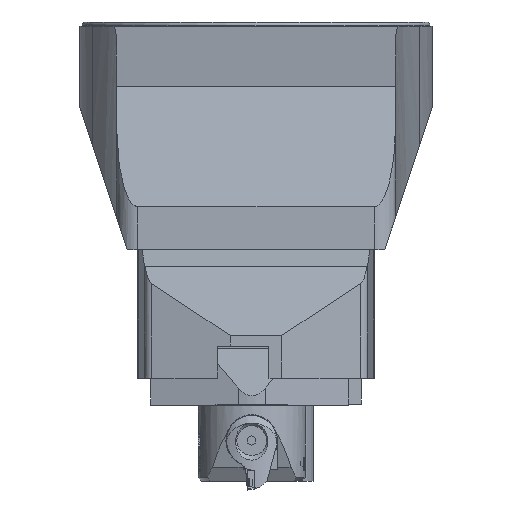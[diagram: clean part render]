
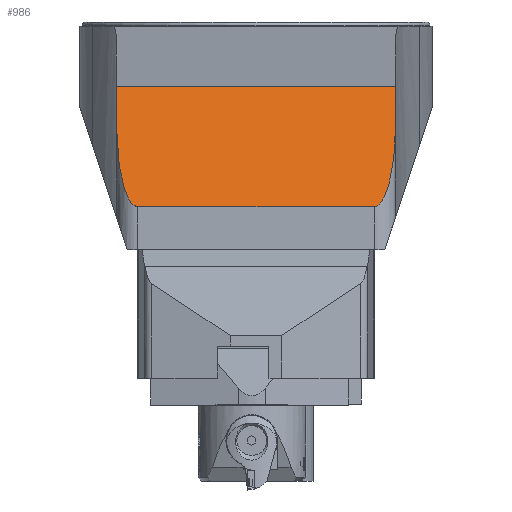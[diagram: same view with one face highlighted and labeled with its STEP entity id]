
A CAD part, left-side view. The second image highlights one B-rep face of the part: STEP entity #986.
In plain terms, the highlighted planar face has unit normal (-0.966, 0, 0.259).
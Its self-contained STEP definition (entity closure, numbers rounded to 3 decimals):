
#516=ELLIPSE('',#9226,38.637,10.);
#517=ELLIPSE('',#9227,38.637,10.);
#577=FACE_OUTER_BOUND('',#2204,.T.);
#986=ADVANCED_FACE('',(#577),#1456,.F.);
#1456=PLANE('',#9228);
#2204=EDGE_LOOP('',(#2803,#2804,#2805,#2806,#2807,#2808));
#2803=ORIENTED_EDGE('',*,*,#6014,.T.);
#2804=ORIENTED_EDGE('',*,*,#6015,.T.);
#2805=ORIENTED_EDGE('',*,*,#6008,.F.);
#2806=ORIENTED_EDGE('',*,*,#6016,.T.);
#2807=ORIENTED_EDGE('',*,*,#6017,.T.);
#2808=ORIENTED_EDGE('',*,*,#6018,.T.);
#5181=VERTEX_POINT('',#12531);
#5182=VERTEX_POINT('',#12532);
#5185=VERTEX_POINT('',#12543);
#5186=VERTEX_POINT('',#12544);
#5187=VERTEX_POINT('',#12547);
#5188=VERTEX_POINT('',#12549);
#6008=EDGE_CURVE('',#5181,#5182,#7192,.T.);
#6014=EDGE_CURVE('',#5185,#5186,#7198,.T.);
#6015=EDGE_CURVE('',#5186,#5182,#516,.T.);
#6016=EDGE_CURVE('',#5181,#5187,#517,.T.);
#6017=EDGE_CURVE('',#5187,#5188,#7199,.T.);
#6018=EDGE_CURVE('',#5188,#5185,#7200,.T.);
#7192=LINE('',#12530,#8092);
#7198=LINE('',#12542,#8098);
#7199=LINE('',#12548,#8099);
#7200=LINE('',#12550,#8100);
#8092=VECTOR('',#10061,1.);
#8098=VECTOR('',#10071,1.);
#8099=VECTOR('',#10076,1.);
#8100=VECTOR('',#10077,1.);
#9226=AXIS2_PLACEMENT_3D('',#12545,#10072,#10073);
#9227=AXIS2_PLACEMENT_3D('',#12546,#10074,#10075);
#9228=AXIS2_PLACEMENT_3D('',#12551,#10078,#10079);
#10061=DIRECTION('',(0.,1.,0.));
#10071=DIRECTION('',(-0.259,0.,-0.966));
#10072=DIRECTION('',(-0.966,0.,0.259));
#10073=DIRECTION('',(-0.259,0.,-0.966));
#10074=DIRECTION('',(-0.966,0.,0.259));
#10075=DIRECTION('',(0.259,0.,0.966));
#10076=DIRECTION('',(0.259,0.,0.966));
#10077=DIRECTION('',(0.,1.,0.));
#10078=DIRECTION('',(0.966,0.,-0.259));
#10079=DIRECTION('',(0.259,0.,0.966));
#12530=CARTESIAN_POINT('',(-355.,-355.,-86.));
#12531=CARTESIAN_POINT('',(-355.,-55.,-86.));
#12532=CARTESIAN_POINT('',(-355.,55.,-86.));
#12542=CARTESIAN_POINT('',(-339.995,65.,-30.));
#12543=CARTESIAN_POINT('',(-339.995,65.,-30.));
#12544=CARTESIAN_POINT('',(-345.,65.,-48.679));
#12545=CARTESIAN_POINT('',(-345.,55.,-48.679));
#12546=CARTESIAN_POINT('',(-345.,-55.,-48.679));
#12547=CARTESIAN_POINT('',(-345.,-65.,-48.679));
#12548=CARTESIAN_POINT('',(-339.995,-65.,-30.));
#12549=CARTESIAN_POINT('',(-339.995,-65.,-30.));
#12550=CARTESIAN_POINT('',(-339.995,-355.,-30.));
#12551=CARTESIAN_POINT('',(-339.995,-355.,-30.));
